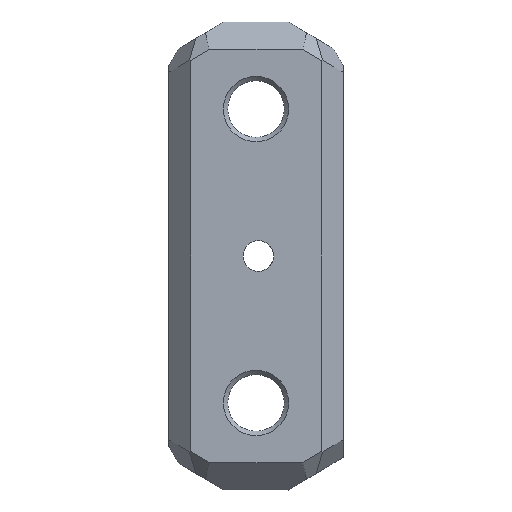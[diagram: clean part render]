
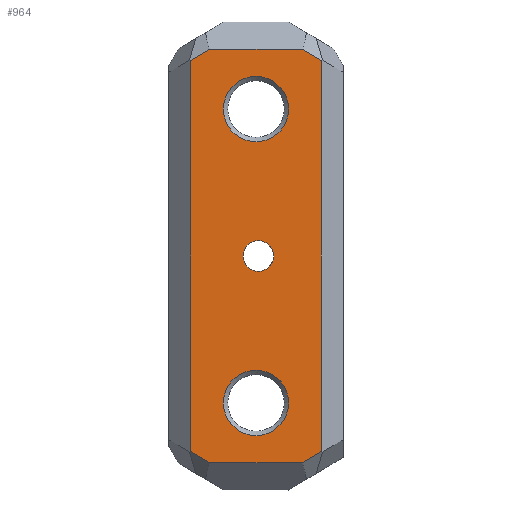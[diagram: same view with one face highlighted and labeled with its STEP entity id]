
A CAD part, front view. The second image highlights one B-rep face of the part: STEP entity #964.
In plain terms, the highlighted planar face has unit normal (0, -1, 0).
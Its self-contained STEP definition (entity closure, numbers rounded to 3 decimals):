
#17=FACE_BOUND('',#130,.T.);
#18=FACE_BOUND('',#131,.T.);
#19=FACE_BOUND('',#132,.T.);
#36=PLANE('',#1028);
#80=FACE_OUTER_BOUND('',#129,.T.);
#129=EDGE_LOOP('',(#740,#741,#742,#743,#744,#745,#746,#747));
#130=EDGE_LOOP('',(#748));
#131=EDGE_LOOP('',(#749));
#132=EDGE_LOOP('',(#750));
#202=LINE('',#1423,#328);
#210=LINE('',#1438,#336);
#218=LINE('',#1455,#344);
#222=LINE('',#1463,#348);
#226=LINE('',#1470,#352);
#227=LINE('',#1472,#353);
#228=LINE('',#1474,#354);
#229=LINE('',#1475,#355);
#328=VECTOR('',#1122,8.502);
#336=VECTOR('',#1132,2.039);
#344=VECTOR('',#1146,8.502);
#348=VECTOR('',#1152,2.039);
#352=VECTOR('',#1158,35.901);
#353=VECTOR('',#1159,2.039);
#354=VECTOR('',#1160,35.901);
#355=VECTOR('',#1161,2.039);
#426=CIRCLE('',#1015,1.4);
#427=CIRCLE('',#1029,3.);
#428=CIRCLE('',#1030,3.);
#437=VERTEX_POINT('',#1324);
#462=VERTEX_POINT('',#1420);
#463=VERTEX_POINT('',#1422);
#469=VERTEX_POINT('',#1436);
#474=VERTEX_POINT('',#1452);
#475=VERTEX_POINT('',#1454);
#478=VERTEX_POINT('',#1462);
#481=VERTEX_POINT('',#1471);
#482=VERTEX_POINT('',#1473);
#483=VERTEX_POINT('',#1476);
#484=VERTEX_POINT('',#1478);
#530=EDGE_CURVE('',#437,#437,#426,.T.);
#561=EDGE_CURVE('',#462,#463,#202,.T.);
#569=EDGE_CURVE('',#469,#462,#210,.T.);
#577=EDGE_CURVE('',#474,#475,#218,.T.);
#581=EDGE_CURVE('',#475,#478,#222,.T.);
#585=EDGE_CURVE('',#478,#469,#226,.T.);
#586=EDGE_CURVE('',#481,#474,#227,.T.);
#587=EDGE_CURVE('',#482,#481,#228,.T.);
#588=EDGE_CURVE('',#463,#482,#229,.T.);
#589=EDGE_CURVE('',#483,#483,#427,.T.);
#590=EDGE_CURVE('',#484,#484,#428,.T.);
#740=ORIENTED_EDGE('',*,*,#561,.F.);
#741=ORIENTED_EDGE('',*,*,#569,.F.);
#742=ORIENTED_EDGE('',*,*,#585,.F.);
#743=ORIENTED_EDGE('',*,*,#581,.F.);
#744=ORIENTED_EDGE('',*,*,#577,.F.);
#745=ORIENTED_EDGE('',*,*,#586,.F.);
#746=ORIENTED_EDGE('',*,*,#587,.F.);
#747=ORIENTED_EDGE('',*,*,#588,.F.);
#748=ORIENTED_EDGE('',*,*,#530,.T.);
#749=ORIENTED_EDGE('',*,*,#589,.T.);
#750=ORIENTED_EDGE('',*,*,#590,.T.);
#964=ADVANCED_FACE('',(#80,#17,#18,#19),#36,.F.);
#1015=AXIS2_PLACEMENT_3D('',#1325,#1078,#1079);
#1028=AXIS2_PLACEMENT_3D('',#1469,#1156,#1157);
#1029=AXIS2_PLACEMENT_3D('',#1477,#1162,#1163);
#1030=AXIS2_PLACEMENT_3D('',#1479,#1164,#1165);
#1078=DIRECTION('center_axis',(0.,1.,0.));
#1079=DIRECTION('ref_axis',(1.,0.,0.));
#1122=DIRECTION('',(-1.,0.,0.));
#1132=DIRECTION('',(-0.857,0.,-0.514));
#1146=DIRECTION('',(1.,0.,0.));
#1152=DIRECTION('',(0.857,0.,-0.514));
#1156=DIRECTION('center_axis',(0.,1.,0.));
#1157=DIRECTION('ref_axis',(-1.,0.,0.));
#1158=DIRECTION('',(0.,0.,-1.));
#1159=DIRECTION('',(0.857,0.,0.514));
#1160=DIRECTION('',(0.,0.,1.));
#1161=DIRECTION('',(-0.857,0.,0.514));
#1162=DIRECTION('center_axis',(0.,1.,0.));
#1163=DIRECTION('ref_axis',(0.,0.,1.));
#1164=DIRECTION('center_axis',(0.,1.,0.));
#1165=DIRECTION('ref_axis',(0.,0.,1.));
#1324=CARTESIAN_POINT('',(173.943,-11.153,93.406));
#1325=CARTESIAN_POINT('Origin',(175.343,-11.153,93.406));
#1420=CARTESIAN_POINT('',(179.375,-11.153,74.406));
#1422=CARTESIAN_POINT('',(170.873,-11.153,74.406));
#1423=CARTESIAN_POINT('',(179.375,-11.153,74.406));
#1436=CARTESIAN_POINT('',(181.124,-11.153,75.455));
#1438=CARTESIAN_POINT('',(181.124,-11.153,75.455));
#1452=CARTESIAN_POINT('',(170.873,-11.153,112.406));
#1454=CARTESIAN_POINT('',(179.375,-11.153,112.406));
#1455=CARTESIAN_POINT('',(170.873,-11.153,112.406));
#1462=CARTESIAN_POINT('',(181.124,-11.153,111.357));
#1463=CARTESIAN_POINT('',(179.375,-11.153,112.406));
#1469=CARTESIAN_POINT('Origin',(175.124,-11.153,93.406));
#1470=CARTESIAN_POINT('',(181.124,-11.153,111.357));
#1471=CARTESIAN_POINT('',(169.124,-11.153,111.357));
#1472=CARTESIAN_POINT('',(169.124,-11.153,111.357));
#1473=CARTESIAN_POINT('',(169.124,-11.153,75.455));
#1474=CARTESIAN_POINT('',(169.124,-11.153,75.455));
#1475=CARTESIAN_POINT('',(170.873,-11.153,74.406));
#1476=CARTESIAN_POINT('',(175.124,-11.153,109.906));
#1477=CARTESIAN_POINT('Origin',(175.124,-11.153,106.906));
#1478=CARTESIAN_POINT('',(175.124,-11.153,82.906));
#1479=CARTESIAN_POINT('Origin',(175.124,-11.153,79.906));
